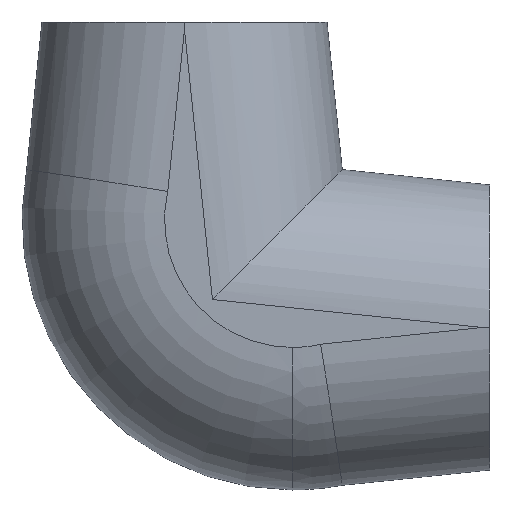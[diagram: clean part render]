
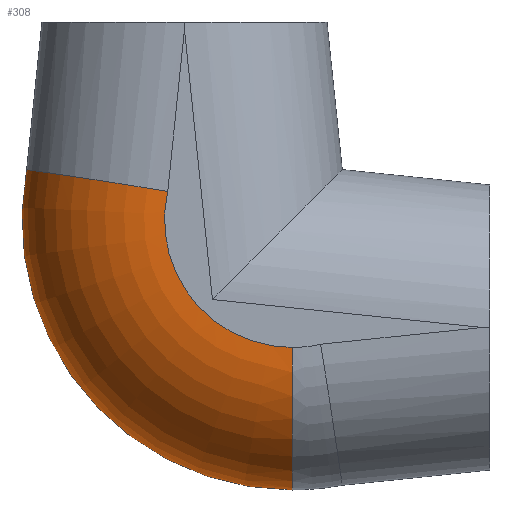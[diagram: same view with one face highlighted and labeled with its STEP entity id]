
A CAD part, left-side view. The second image highlights one B-rep face of the part: STEP entity #308.
In plain terms, the highlighted toroidal (fillet/blend) face has major radius 25.075 mm and minor radius 28 mm.
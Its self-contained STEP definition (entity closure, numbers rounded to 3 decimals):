
#86 = ORIENTED_EDGE ( 'NONE', *, *, #2217, .T. ) ;
#87 = ORIENTED_EDGE ( 'NONE', *, *, #2196, .F. ) ;
#108 = DIRECTION ( 'NONE',  ( 0., 0., 1. ) ) ;
#116 = ORIENTED_EDGE ( 'NONE', *, *, #2168, .T. ) ;
#215 = FACE_OUTER_BOUND ( 'NONE', #1418, .T. ) ;
#221 = TOROIDAL_SURFACE ( 'NONE', #565, 25.074, 28. ) ;
#308 = ADVANCED_FACE ( 'NONE', ( #215 ), #221, .T. ) ;
#319 = VERTEX_POINT ( 'NONE', #2696 ) ;
#396 = ORIENTED_EDGE ( 'NONE', *, *, #2223, .T. ) ;
#525 = VERTEX_POINT ( 'NONE', #2082 ) ;
#565 = AXIS2_PLACEMENT_3D ( 'NONE', #2680, #2747, #2938 ) ;
#572 = B_SPLINE_CURVE_WITH_KNOTS ( 'NONE', 3,
 ( #2122, #2130, #2114, #2111, #2108, #2107, #2103, #2100, #2099, #2098, #2096, #2093, #2090, #2089, #2087, #2086, #2081, #2076, #2066, #2063, #2060, #2056, #2055, #2050, #2047, #2043, #2042, #2038, #2036, #2028, #2024, #2023, #2020, #2017, #2016, #2015 ),
 .UNSPECIFIED., .F., .F.,
 ( 4, 2, 2, 2, 2, 2, 2, 2, 2, 2, 2, 2, 2, 2, 2, 2, 2, 4 ),
 ( 0., 0.001, 0.003, 0.005, 0.007, 0.008, 0.011, 0.014, 0.015, 0.016, 0.022, 0.025, 0.026, 0.027, 0.033, 0.036, 0.039, 0.044 ),
 .UNSPECIFIED. ) ;
#1098 = VERTEX_POINT ( 'NONE', #1773 ) ;
#1362 = CARTESIAN_POINT ( 'NONE',  ( -28., 38.847, -3.921 ) ) ;
#1418 = EDGE_LOOP ( 'NONE', ( #396, #116, #87, #86 ) ) ;
#1545 = AXIS2_PLACEMENT_3D ( 'NONE', #2004, #2003, #1998 ) ;
#1606 = AXIS2_PLACEMENT_3D ( 'NONE', #2140, #2136, #108 ) ;
#1660 = AXIS2_PLACEMENT_3D ( 'NONE', #2189, #2186, #2185 ) ;
#1667 = CIRCLE ( 'NONE', #1545, 53.074 ) ;
#1773 = CARTESIAN_POINT ( 'NONE',  ( -28., 63.291, 26.739 ) ) ;
#1789 = CIRCLE ( 'NONE', #1606, 25.074 ) ;
#1998 = DIRECTION ( 'NONE',  ( 0., 0., 1. ) ) ;
#2003 = DIRECTION ( 'NONE',  ( -1., 0., 0. ) ) ;
#2004 = CARTESIAN_POINT ( 'NONE',  ( 0., 38.847, 21.153 ) ) ;
#2015 = CARTESIAN_POINT ( 'NONE',  ( 0., 91., 31. ) ) ;
#2016 = CARTESIAN_POINT ( 'NONE',  ( -1.85, 91., 31. ) ) ;
#2017 = CARTESIAN_POINT ( 'NONE',  ( -3.669, 90.82, 30.974 ) ) ;
#2020 = CARTESIAN_POINT ( 'NONE',  ( -6.353, 90.292, 30.897 ) ) ;
#2023 = CARTESIAN_POINT ( 'NONE',  ( -7.24, 90.072, 30.865 ) ) ;
#2024 = CARTESIAN_POINT ( 'NONE',  ( -8.999, 89.545, 30.787 ) ) ;
#2028 = CARTESIAN_POINT ( 'NONE',  ( -9.873, 89.235, 30.742 ) ) ;
#2036 = CARTESIAN_POINT ( 'NONE',  ( -12.416, 88.191, 30.589 ) ) ;
#2038 = CARTESIAN_POINT ( 'NONE',  ( -14.024, 87.339, 30.463 ) ) ;
#2042 = CARTESIAN_POINT ( 'NONE',  ( -15.926, 86.082, 30.277 ) ) ;
#2043 = CARTESIAN_POINT ( 'NONE',  ( -16.301, 85.821, 30.239 ) ) ;
#2047 = CARTESIAN_POINT ( 'NONE',  ( -17.04, 85.279, 30.158 ) ) ;
#2050 = CARTESIAN_POINT ( 'NONE',  ( -17.405, 84.997, 30.117 ) ) ;
#2055 = CARTESIAN_POINT ( 'NONE',  ( -18.475, 84.128, 29.987 ) ) ;
#2056 = CARTESIAN_POINT ( 'NONE',  ( -19.154, 83.518, 29.896 ) ) ;
#2060 = CARTESIAN_POINT ( 'NONE',  ( -21.09, 81.601, 29.61 ) ) ;
#2063 = CARTESIAN_POINT ( 'NONE',  ( -22.249, 80.206, 29.4 ) ) ;
#2066 = CARTESIAN_POINT ( 'NONE',  ( -23.528, 78.314, 29.112 ) ) ;
#2076 = CARTESIAN_POINT ( 'NONE',  ( -23.775, 77.928, 29.053 ) ) ;
#2081 = CARTESIAN_POINT ( 'NONE',  ( -24.249, 77.146, 28.934 ) ) ;
#2082 = CARTESIAN_POINT ( 'NONE',  ( 0., 38.847, -31.921 ) ) ;
#2086 = CARTESIAN_POINT ( 'NONE',  ( -24.476, 76.75, 28.873 ) ) ;
#2087 = CARTESIAN_POINT ( 'NONE',  ( -25.123, 75.552, 28.69 ) ) ;
#2089 = CARTESIAN_POINT ( 'NONE',  ( -25.513, 74.736, 28.564 ) ) ;
#2090 = CARTESIAN_POINT ( 'NONE',  ( -26.211, 73.071, 28.305 ) ) ;
#2093 = CARTESIAN_POINT ( 'NONE',  ( -26.519, 72.222, 28.173 ) ) ;
#2096 = CARTESIAN_POINT ( 'NONE',  ( -26.919, 70.923, 27.969 ) ) ;
#2098 = CARTESIAN_POINT ( 'NONE',  ( -27.042, 70.486, 27.9 ) ) ;
#2099 = CARTESIAN_POINT ( 'NONE',  ( -27.266, 69.604, 27.76 ) ) ;
#2100 = CARTESIAN_POINT ( 'NONE',  ( -27.368, 69.157, 27.689 ) ) ;
#2103 = CARTESIAN_POINT ( 'NONE',  ( -27.639, 67.817, 27.475 ) ) ;
#2107 = CARTESIAN_POINT ( 'NONE',  ( -27.774, 66.918, 27.331 ) ) ;
#2108 = CARTESIAN_POINT ( 'NONE',  ( -27.909, 65.563, 27.111 ) ) ;
#2111 = CARTESIAN_POINT ( 'NONE',  ( -27.943, 65.111, 27.038 ) ) ;
#2114 = CARTESIAN_POINT ( 'NONE',  ( -27.989, 64.203, 26.889 ) ) ;
#2122 = CARTESIAN_POINT ( 'NONE',  ( -28., 63.291, 26.739 ) ) ;
#2130 = CARTESIAN_POINT ( 'NONE',  ( -28., 63.745, 26.814 ) ) ;
#2136 = DIRECTION ( 'NONE',  ( -1., 0., 0. ) ) ;
#2140 = CARTESIAN_POINT ( 'NONE',  ( -28., 38.847, 21.153 ) ) ;
#2166 = CIRCLE ( 'NONE', #1660, 28. ) ;
#2168 = EDGE_CURVE ( 'NONE', #525, #2527, #2166, .T. ) ;
#2185 = DIRECTION ( 'NONE',  ( 0., 0., 1. ) ) ;
#2186 = DIRECTION ( 'NONE',  ( 0., 1., 0. ) ) ;
#2189 = CARTESIAN_POINT ( 'NONE',  ( 0., 38.847, -3.921 ) ) ;
#2196 = EDGE_CURVE ( 'NONE', #1098, #2527, #1789, .T. ) ;
#2217 = EDGE_CURVE ( 'NONE', #1098, #319, #572, .T. ) ;
#2223 = EDGE_CURVE ( 'NONE', #319, #525, #1667, .T. ) ;
#2527 = VERTEX_POINT ( 'NONE', #1362 ) ;
#2680 = CARTESIAN_POINT ( 'NONE',  ( 0., 38.847, 21.153 ) ) ;
#2696 = CARTESIAN_POINT ( 'NONE',  ( 0., 91., 31. ) ) ;
#2747 = DIRECTION ( 'NONE',  ( -1., 0., 0. ) ) ;
#2938 = DIRECTION ( 'NONE',  ( 0., 0., 1. ) ) ;
